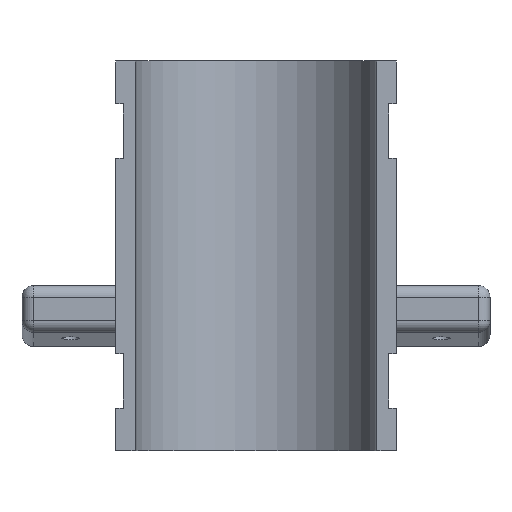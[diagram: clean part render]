
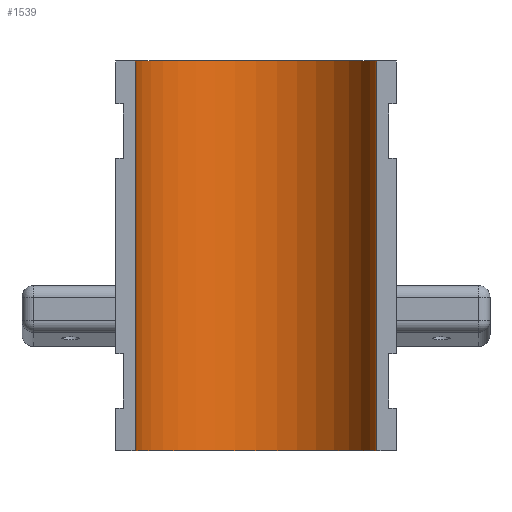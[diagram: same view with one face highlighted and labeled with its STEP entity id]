
A CAD part, front view. The second image highlights one B-rep face of the part: STEP entity #1539.
In plain terms, the highlighted cylindrical face has radius 31 mm (diameter 62 mm), a partial arc.
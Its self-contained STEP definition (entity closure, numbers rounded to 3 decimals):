
#172=FACE_OUTER_BOUND('',#266,.T.);
#266=EDGE_LOOP('',(#1380,#1381,#1382,#1383));
#376=LINE('',#2881,#488);
#379=LINE('',#2887,#491);
#488=VECTOR('',#2195,10.);
#491=VECTOR('',#2204,10.);
#502=CIRCLE('',#1566,31.);
#577=CIRCLE('',#1711,31.);
#600=VERTEX_POINT('',#2275);
#601=VERTEX_POINT('',#2277);
#709=VERTEX_POINT('',#2831);
#710=VERTEX_POINT('',#2833);
#738=EDGE_CURVE('',#600,#601,#502,.T.);
#916=EDGE_CURVE('',#709,#710,#577,.T.);
#942=EDGE_CURVE('',#709,#601,#376,.T.);
#945=EDGE_CURVE('',#600,#710,#379,.T.);
#1380=ORIENTED_EDGE('',*,*,#942,.T.);
#1381=ORIENTED_EDGE('',*,*,#738,.F.);
#1382=ORIENTED_EDGE('',*,*,#945,.T.);
#1383=ORIENTED_EDGE('',*,*,#916,.F.);
#1448=CYLINDRICAL_SURFACE('',#1737,31.);
#1539=ADVANCED_FACE('',(#172),#1448,.F.);
#1566=AXIS2_PLACEMENT_3D('',#2278,#1767,#1768);
#1711=AXIS2_PLACEMENT_3D('',#2834,#2142,#2143);
#1737=AXIS2_PLACEMENT_3D('',#2894,#2215,#2216);
#1767=DIRECTION('center_axis',(0.,0.,-1.));
#1768=DIRECTION('ref_axis',(-1.,0.,0.));
#2142=DIRECTION('center_axis',(0.,0.,1.));
#2143=DIRECTION('ref_axis',(-1.,0.,0.));
#2195=DIRECTION('',(0.,0.,1.));
#2204=DIRECTION('',(0.,0.,-1.));
#2215=DIRECTION('center_axis',(0.,0.,1.));
#2216=DIRECTION('ref_axis',(-1.,0.,0.));
#2275=CARTESIAN_POINT('',(29.,-242.294,116.746));
#2277=CARTESIAN_POINT('',(91.,-242.294,116.746));
#2278=CARTESIAN_POINT('Origin',(60.,-242.294,116.746));
#2831=CARTESIAN_POINT('',(91.,-242.294,16.746));
#2833=CARTESIAN_POINT('',(29.,-242.294,16.746));
#2834=CARTESIAN_POINT('Origin',(60.,-242.294,16.746));
#2881=CARTESIAN_POINT('',(91.,-242.294,16.746));
#2887=CARTESIAN_POINT('',(29.,-242.294,16.746));
#2894=CARTESIAN_POINT('Origin',(60.,-242.294,16.746));
